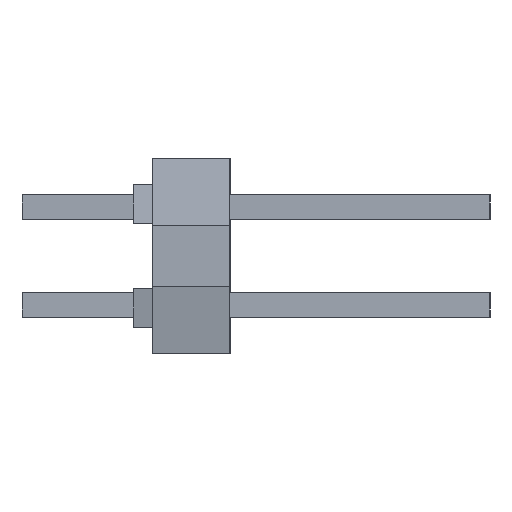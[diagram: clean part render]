
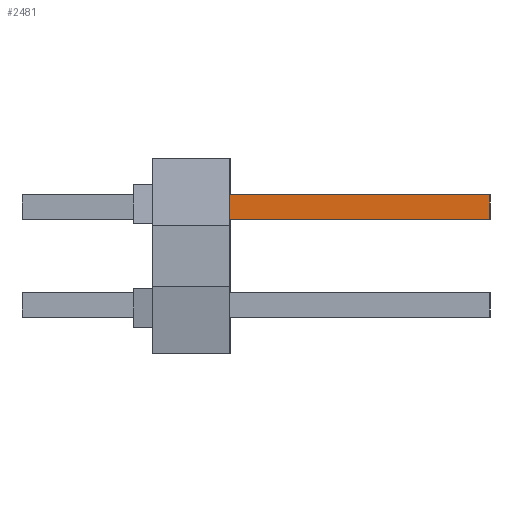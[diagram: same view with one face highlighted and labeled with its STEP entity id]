
A CAD part, left-side view. The second image highlights one B-rep face of the part: STEP entity #2481.
In plain terms, the highlighted planar face has unit normal (-1, 0, 0).
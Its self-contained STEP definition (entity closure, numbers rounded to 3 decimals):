
#2481=ADVANCED_FACE('',(#5119),#5120,.F.);
#5119=FACE_OUTER_BOUND('',#7767,.T.);
#5120=PLANE('',#7768);
#7767=EDGE_LOOP('',(#15113,#15114,#15115,#15116));
#7768=AXIS2_PLACEMENT_3D('',#15117,#15118,#15119);
#15113=ORIENTED_EDGE('',*,*,#15520,.T.);
#15114=ORIENTED_EDGE('',*,*,#18112,.F.);
#15115=ORIENTED_EDGE('',*,*,#18113,.F.);
#15116=ORIENTED_EDGE('',*,*,#18114,.F.);
#15117=CARTESIAN_POINT('',(-21.908,0.0,0.0));
#15118=DIRECTION('',(1.0,0.0,0.0));
#15119=DIRECTION('',(0.0,1.0,-0.0));
#15520=EDGE_CURVE('',#18657,#18658,#18659,.T.);
#18112=EDGE_CURVE('',#22359,#18658,#22360,.T.);
#18113=EDGE_CURVE('',#22361,#22359,#22362,.T.);
#18114=EDGE_CURVE('',#18657,#22361,#22363,.T.);
#18657=VERTEX_POINT('',#23166);
#18658=VERTEX_POINT('',#23167);
#18659=LINE('',#23168,#23169);
#22359=VERTEX_POINT('',#28648);
#22360=LINE('',#28649,#28650);
#22361=VERTEX_POINT('',#28651);
#22362=LINE('',#28652,#28653);
#22363=LINE('',#28654,#28655);
#23166=CARTESIAN_POINT('',(-21.908,-1.0,1.588));
#23167=CARTESIAN_POINT('',(-21.908,-1.0,0.953));
#23168=CARTESIAN_POINT('',(-21.908,-1.0,1.588));
#23169=VECTOR('',#28994,0.635);
#28648=CARTESIAN_POINT('',(-21.908,-7.75,0.953));
#28649=CARTESIAN_POINT('',(-21.908,-7.75,0.953));
#28650=VECTOR('',#30774,6.75);
#28651=CARTESIAN_POINT('',(-21.908,-7.75,1.588));
#28652=CARTESIAN_POINT('',(-21.908,-7.75,1.588));
#28653=VECTOR('',#30775,0.635);
#28654=CARTESIAN_POINT('',(-21.908,-1.0,1.588));
#28655=VECTOR('',#30776,6.75);
#28994=DIRECTION('',(0.0,0.0,-1.0));
#30774=DIRECTION('',(0.0,1.0,0.0));
#30775=DIRECTION('',(0.0,0.0,-1.0));
#30776=DIRECTION('',(0.0,-1.0,0.0));
